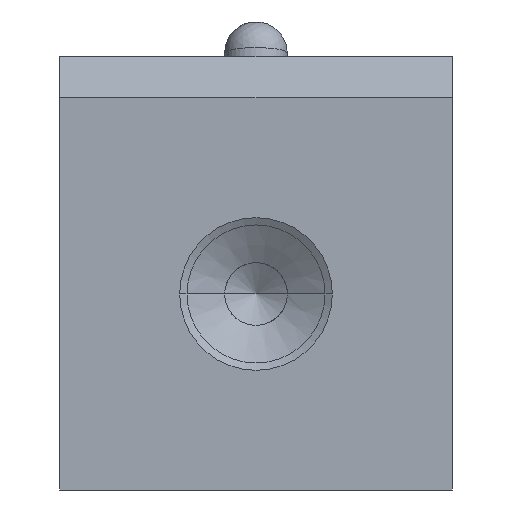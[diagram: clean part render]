
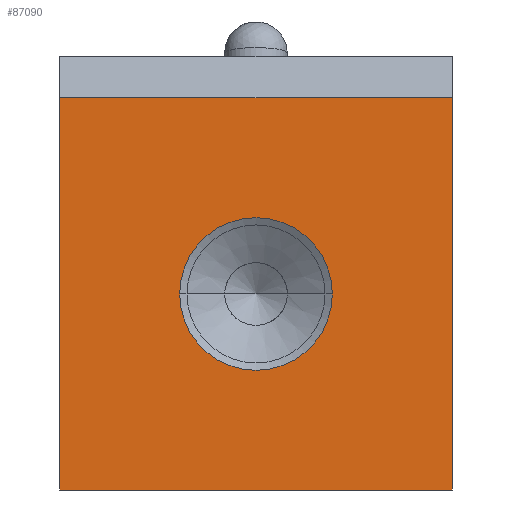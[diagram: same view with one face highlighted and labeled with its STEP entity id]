
A CAD part, front view. The second image highlights one B-rep face of the part: STEP entity #87090.
In plain terms, the highlighted planar face has unit normal (0, -1, 0).
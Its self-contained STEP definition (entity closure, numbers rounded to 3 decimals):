
#87002=CARTESIAN_POINT('',(23.669,-149.977,-25.0));
#87003=VERTEX_POINT('',#87002);
#87018=CARTESIAN_POINT('',(23.669,-149.977,0.0));
#87019=VERTEX_POINT('',#87018);
#87026=CARTESIAN_POINT('',(23.669,-149.977,-12.6));
#87027=DIRECTION('',(0.0,0.0,-1.0));
#87028=VECTOR('',#87027,1.0);
#87029=LINE('',#87026,#87028);
#87030=EDGE_CURVE('n� 6484',#87019,#87003,#87029,.T.);
#87040=CARTESIAN_POINT('',(6.304,-149.977,-12.5));
#87041=VERTEX_POINT('',#87040);
#87042=CARTESIAN_POINT('',(16.034,-149.977,-12.5));
#87043=VERTEX_POINT('',#87042);
#87044=CARTESIAN_POINT('',(11.169,-149.977,-12.5));
#87045=DIRECTION('',(0.0,1.0,0.0));
#87046=DIRECTION('',(-1.0,0.0,0.));
#87047=AXIS2_PLACEMENT_3D('',#87044,#87045,#87046);
#87048=CIRCLE('',#87047,4.865);
#87049=EDGE_CURVE('n� 6495',#87041,#87043,#87048,.T.);
#87050=ORIENTED_EDGE('',*,*,#87049,.T.);
#87051=CARTESIAN_POINT('',(11.169,-149.977,-12.5));
#87052=DIRECTION('',(0.0,1.0,0.0));
#87053=DIRECTION('',(-1.0,0.0,0.));
#87054=AXIS2_PLACEMENT_3D('',#87051,#87052,#87053);
#87055=CIRCLE('',#87054,4.865);
#87056=EDGE_CURVE('n� 6499',#87043,#87041,#87055,.T.);
#87057=ORIENTED_EDGE('',*,*,#87056,.T.);
#87058=EDGE_LOOP('',(#87050,#87057));
#87059=FACE_BOUND('',#87058,.T.);
#87060=CARTESIAN_POINT('',(-1.331,-149.977,0.0));
#87061=VERTEX_POINT('',#87060);
#87062=CARTESIAN_POINT('',(-1.331,-149.977,-25.0));
#87063=VERTEX_POINT('',#87062);
#87064=CARTESIAN_POINT('',(-1.331,-149.977,-12.6));
#87065=DIRECTION('',(0.0,0.0,-1.0));
#87066=VECTOR('',#87065,1.0);
#87067=LINE('',#87064,#87066);
#87068=EDGE_CURVE('n� 6508',#87061,#87063,#87067,.T.);
#87069=ORIENTED_EDGE('',*,*,#87068,.T.);
#87070=CARTESIAN_POINT('',(11.269,-149.977,-25.0));
#87071=DIRECTION('',(-1.0,0.0,0.0));
#87072=VECTOR('',#87071,1.0);
#87073=LINE('',#87070,#87072);
#87074=EDGE_CURVE('n� 6512',#87003,#87063,#87073,.T.);
#87075=ORIENTED_EDGE('',*,*,#87074,.F.);
#87076=ORIENTED_EDGE('',*,*,#87030,.F.);
#87077=CARTESIAN_POINT('',(11.269,-149.977,0.0));
#87078=DIRECTION('',(-1.0,0.0,0.0));
#87079=VECTOR('',#87078,1.0);
#87080=LINE('',#87077,#87079);
#87081=EDGE_CURVE('n� 6518',#87019,#87061,#87080,.T.);
#87082=ORIENTED_EDGE('',*,*,#87081,.T.);
#87083=EDGE_LOOP('',(#87069,#87075,#87076,#87082));
#87084=FACE_OUTER_BOUND('',#87083,.T.);
#87085=CARTESIAN_POINT('',(11.269,-149.977,-12.6));
#87086=DIRECTION('',(0.0,1.0,0.0));
#87087=DIRECTION('',(-1.0,0.0,0.0));
#87088=AXIS2_PLACEMENT_3D('',#87085,#87086,#87087);
#87089=PLANE('',#87088);
#87090=ADVANCED_FACE('n� 6486',(#87059,#87084),#87089,.F.);
